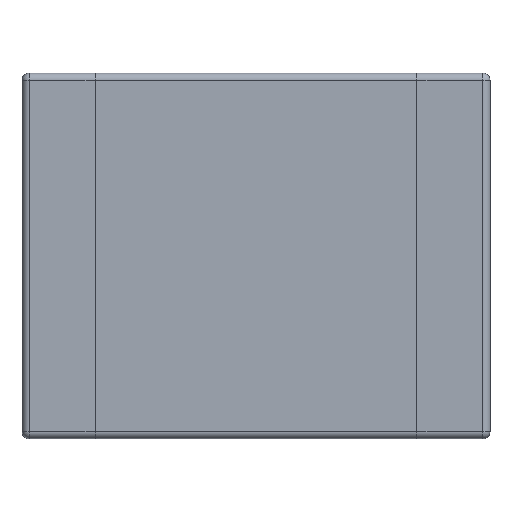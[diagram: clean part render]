
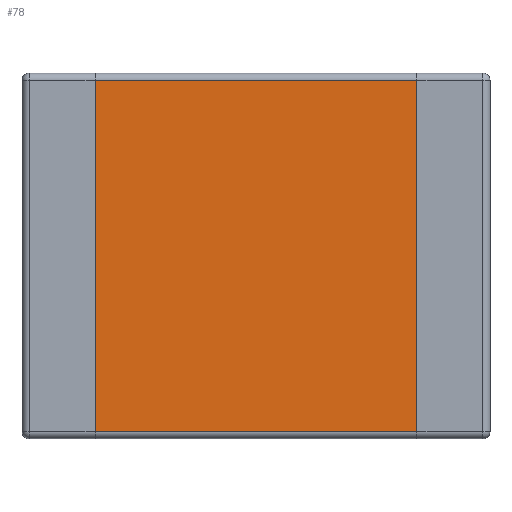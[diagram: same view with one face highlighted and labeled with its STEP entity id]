
A CAD part, front view. The second image highlights one B-rep face of the part: STEP entity #78.
In plain terms, the highlighted planar face has unit normal (0, -1, 0).
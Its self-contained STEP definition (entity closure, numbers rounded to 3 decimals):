
#78 = ADVANCED_FACE ( 'NONE', ( #544 ), #578, .T. ) ;
#151 = EDGE_CURVE ( 'NONE', #153, #194, #790, .T. ) ;
#153 = VERTEX_POINT ( 'NONE', #786 ) ;
#184 = VERTEX_POINT ( 'NONE', #917 ) ;
#194 = VERTEX_POINT ( 'NONE', #940 ) ;
#227 = EDGE_CURVE ( 'NONE', #184, #228, #1043, .T. ) ;
#228 = VERTEX_POINT ( 'NONE', #1039 ) ;
#286 = EDGE_LOOP ( 'NONE', ( #287, #288, #290, #291 ) ) ;
#287 = ORIENTED_EDGE ( 'NONE', *, *, #227, .F. ) ;
#288 = ORIENTED_EDGE ( 'NONE', *, *, #289, .T. ) ;
#289 = EDGE_CURVE ( 'NONE', #184, #194, #1238, .T. ) ;
#290 = ORIENTED_EDGE ( 'NONE', *, *, #151, .F. ) ;
#291 = ORIENTED_EDGE ( 'NONE', *, *, #292, .T. ) ;
#292 = EDGE_CURVE ( 'NONE', #153, #228, #1234, .T. ) ;
#544 = FACE_OUTER_BOUND ( 'NONE', #286, .T. ) ;
#574 = DIRECTION ( 'NONE',  ( 0., 0., -1. ) ) ;
#575 = DIRECTION ( 'NONE',  ( 0., -1., 0. ) ) ;
#576 = CARTESIAN_POINT ( 'NONE',  ( 1.6, 0., -1.25 ) ) ;
#577 = AXIS2_PLACEMENT_3D ( 'NONE', #576, #575, #574 ) ;
#578 = PLANE ( 'NONE',  #577 ) ;
#786 = CARTESIAN_POINT ( 'NONE',  ( 1.1, 0., 1.2 ) ) ;
#787 = DIRECTION ( 'NONE',  ( 0., 0., -1. ) ) ;
#788 = VECTOR ( 'NONE', #787, 1000. ) ;
#789 = CARTESIAN_POINT ( 'NONE',  ( 1.1, 0., -1.25 ) ) ;
#790 = LINE ( 'NONE', #789, #788 ) ;
#917 = CARTESIAN_POINT ( 'NONE',  ( -1.1, 0., -1.2 ) ) ;
#940 = CARTESIAN_POINT ( 'NONE',  ( 1.1, 0., -1.2 ) ) ;
#1039 = CARTESIAN_POINT ( 'NONE',  ( -1.1, 0., 1.2 ) ) ;
#1040 = DIRECTION ( 'NONE',  ( 0., 0., 1. ) ) ;
#1041 = VECTOR ( 'NONE', #1040, 1000. ) ;
#1042 = CARTESIAN_POINT ( 'NONE',  ( -1.1, 0., -1.25 ) ) ;
#1043 = LINE ( 'NONE', #1042, #1041 ) ;
#1231 = DIRECTION ( 'NONE',  ( -1., 0., 0. ) ) ;
#1232 = VECTOR ( 'NONE', #1231, 1000. ) ;
#1233 = CARTESIAN_POINT ( 'NONE',  ( -1.6, 0., 1.2 ) ) ;
#1234 = LINE ( 'NONE', #1233, #1232 ) ;
#1235 = DIRECTION ( 'NONE',  ( 1., 0., 0. ) ) ;
#1236 = VECTOR ( 'NONE', #1235, 1000. ) ;
#1237 = CARTESIAN_POINT ( 'NONE',  ( 1.6, 0., -1.2 ) ) ;
#1238 = LINE ( 'NONE', #1237, #1236 ) ;
